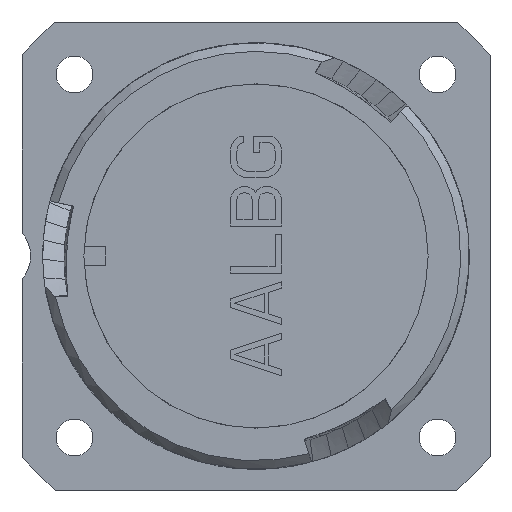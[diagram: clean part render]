
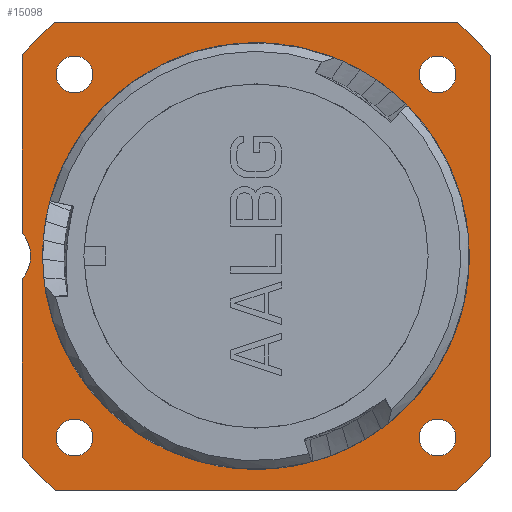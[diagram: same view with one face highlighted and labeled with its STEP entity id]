
A CAD part, left-side view. The second image highlights one B-rep face of the part: STEP entity #15098.
In plain terms, the highlighted planar face has unit normal (-1, 0, 0).
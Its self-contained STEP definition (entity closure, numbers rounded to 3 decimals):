
#620=CARTESIAN_POINT('',(19.,0.,0.));
#621=DIRECTION('',(1.,0.,0.));
#622=DIRECTION('',(0.,1.,0.));
#623=AXIS2_PLACEMENT_3D('',#620,#621,#622);
#1628=CARTESIAN_POINT('',(19.,0.,0.));
#1629=DIRECTION('',(-1.,0.,0.));
#1630=DIRECTION('',(0.,1.,0.));
#1631=AXIS2_PLACEMENT_3D('',#1628,#1629,#1630);
#2961=CARTESIAN_POINT('',(19.,22.915,0.));
#2962=DIRECTION('',(-1.,0.,0.));
#2963=DIRECTION('',(0.,-0.761,-0.649));
#2964=AXIS2_PLACEMENT_3D('',#2961,#2962,#2963);
#2966=DIRECTION('',(0.,0.,1.));
#2967=VECTOR('',#2966,15.499);
#2968=CARTESIAN_POINT('',(19.,20.495,2.063));
#2969=LINE('928',#2968,#2967);
#2970=CARTESIAN_POINT('',(19.,0.,0.));
#2971=DIRECTION('',(1.,0.,0.));
#2972=DIRECTION('',(0.,0.759,0.651));
#2973=AXIS2_PLACEMENT_3D('',#2970,#2971,#2972);
#2975=DIRECTION('',(0.,-1.,0.));
#2976=VECTOR('',#2975,35.124);
#2977=CARTESIAN_POINT('',(19.,17.562,20.495));
#2978=LINE('757',#2977,#2976);
#2979=CARTESIAN_POINT('',(19.,0.,0.));
#2980=DIRECTION('',(1.,0.,0.));
#2981=DIRECTION('',(0.,-0.651,0.759));
#2982=AXIS2_PLACEMENT_3D('',#2979,#2980,#2981);
#2984=DIRECTION('',(0.,0.,-1.));
#2985=VECTOR('',#2984,35.124);
#2986=CARTESIAN_POINT('',(19.,-20.495,17.562));
#2987=LINE('756',#2986,#2985);
#2988=CARTESIAN_POINT('',(19.,0.,0.));
#2989=DIRECTION('',(-1.,0.,0.));
#2990=DIRECTION('',(0.,-0.651,-0.759));
#2991=AXIS2_PLACEMENT_3D('',#2988,#2989,#2990);
#2993=DIRECTION('',(0.,1.,0.));
#2994=VECTOR('',#2993,35.124);
#2995=CARTESIAN_POINT('',(19.,-17.562,-20.495));
#2996=LINE('755',#2995,#2994);
#2997=CARTESIAN_POINT('',(19.,0.,0.));
#2998=DIRECTION('',(-1.,0.,0.));
#2999=DIRECTION('',(0.,0.759,-0.651));
#3000=AXIS2_PLACEMENT_3D('',#2997,#2998,#2999);
#3002=DIRECTION('',(0.,0.,1.));
#3003=VECTOR('',#3002,15.499);
#3004=CARTESIAN_POINT('',(19.,20.495,-17.562));
#3005=LINE('927',#3004,#3003);
#3006=CARTESIAN_POINT('',(19.,15.9,-15.9));
#3007=DIRECTION('',(1.,0.,0.));
#3008=DIRECTION('',(0.,0.,-1.));
#3009=AXIS2_PLACEMENT_3D('',#3006,#3007,#3008);
#3011=CARTESIAN_POINT('',(19.,15.9,-15.9));
#3012=DIRECTION('',(1.,0.,0.));
#3013=DIRECTION('',(0.,0.,1.));
#3014=AXIS2_PLACEMENT_3D('',#3011,#3012,#3013);
#3016=CARTESIAN_POINT('',(19.,15.9,15.9));
#3017=DIRECTION('',(1.,0.,0.));
#3018=DIRECTION('',(0.,0.,-1.));
#3019=AXIS2_PLACEMENT_3D('',#3016,#3017,#3018);
#3021=CARTESIAN_POINT('',(19.,15.9,15.9));
#3022=DIRECTION('',(1.,0.,0.));
#3023=DIRECTION('',(0.,0.,1.));
#3024=AXIS2_PLACEMENT_3D('',#3021,#3022,#3023);
#3026=CARTESIAN_POINT('',(19.,-15.9,15.9));
#3027=DIRECTION('',(1.,0.,0.));
#3028=DIRECTION('',(0.,0.,-1.));
#3029=AXIS2_PLACEMENT_3D('',#3026,#3027,#3028);
#3031=CARTESIAN_POINT('',(19.,-15.9,15.9));
#3032=DIRECTION('',(1.,0.,0.));
#3033=DIRECTION('',(0.,0.,1.));
#3034=AXIS2_PLACEMENT_3D('',#3031,#3032,#3033);
#3036=CARTESIAN_POINT('',(19.,-15.9,-15.9));
#3037=DIRECTION('',(1.,0.,0.));
#3038=DIRECTION('',(0.,0.,-1.));
#3039=AXIS2_PLACEMENT_3D('',#3036,#3037,#3038);
#3041=CARTESIAN_POINT('',(19.,-15.9,-15.9));
#3042=DIRECTION('',(1.,0.,0.));
#3043=DIRECTION('',(0.,0.,1.));
#3044=AXIS2_PLACEMENT_3D('',#3041,#3042,#3043);
#6049=CARTESIAN_POINT('',(19.,18.68,0.));
#6050=CARTESIAN_POINT('',(19.,-18.68,0.));
#6051=VERTEX_POINT('',#6049);
#6052=VERTEX_POINT('',#6050);
#6065=CARTESIAN_POINT('',(19.,-17.562,-20.495));
#6066=CARTESIAN_POINT('',(19.,17.562,-20.495));
#6067=VERTEX_POINT('',#6065);
#6068=VERTEX_POINT('',#6066);
#6069=CARTESIAN_POINT('',(19.,-20.495,17.562));
#6070=CARTESIAN_POINT('',(19.,-20.495,-17.562));
#6071=VERTEX_POINT('',#6069);
#6072=VERTEX_POINT('',#6070);
#6073=CARTESIAN_POINT('',(19.,17.562,20.495));
#6074=CARTESIAN_POINT('',(19.,-17.562,20.495));
#6075=VERTEX_POINT('',#6073);
#6076=VERTEX_POINT('',#6074);
#6200=CARTESIAN_POINT('',(19.,15.9,-17.515));
#6201=CARTESIAN_POINT('',(19.,15.9,-14.285));
#6202=VERTEX_POINT('',#6200);
#6203=VERTEX_POINT('',#6201);
#6204=CARTESIAN_POINT('',(19.,15.9,14.285));
#6205=CARTESIAN_POINT('',(19.,15.9,17.515));
#6206=VERTEX_POINT('',#6204);
#6207=VERTEX_POINT('',#6205);
#6208=CARTESIAN_POINT('',(19.,-15.9,14.285));
#6209=CARTESIAN_POINT('',(19.,-15.9,17.515));
#6210=VERTEX_POINT('',#6208);
#6211=VERTEX_POINT('',#6209);
#6212=CARTESIAN_POINT('',(19.,-15.9,-17.515));
#6213=CARTESIAN_POINT('',(19.,-15.9,-14.285));
#6214=VERTEX_POINT('',#6212);
#6215=VERTEX_POINT('',#6213);
#6216=CARTESIAN_POINT('',(19.,20.495,17.562));
#6218=VERTEX_POINT('',#6216);
#6220=CARTESIAN_POINT('',(19.,20.495,-17.562));
#6222=VERTEX_POINT('',#6220);
#6248=CARTESIAN_POINT('',(19.,20.495,-2.063));
#6249=CARTESIAN_POINT('',(19.,20.495,2.063));
#6250=VERTEX_POINT('',#6248);
#6251=VERTEX_POINT('',#6249);
#15043=CARTESIAN_POINT('',(19.,0.,0.));
#15044=DIRECTION('',(1.,0.,0.));
#15045=DIRECTION('',(0.,-1.,0.));
#15046=AXIS2_PLACEMENT_3D('',#15043,#15044,#15045);
#15047=PLANE('250',#15046);
#15049=ORIENTED_EDGE('922',*,*,#15048,.T.);
#15051=ORIENTED_EDGE('928',*,*,#15050,.T.);
#15053=ORIENTED_EDGE('904',*,*,#15052,.T.);
#15055=ORIENTED_EDGE('757',*,*,#15054,.T.);
#15057=ORIENTED_EDGE('905',*,*,#15056,.T.);
#15059=ORIENTED_EDGE('756',*,*,#15058,.T.);
#15061=ORIENTED_EDGE('909',*,*,#15060,.F.);
#15063=ORIENTED_EDGE('755',*,*,#15062,.T.);
#15065=ORIENTED_EDGE('908',*,*,#15064,.F.);
#15067=ORIENTED_EDGE('927',*,*,#15066,.T.);
#15068=EDGE_LOOP('250',(#15049,#15051,#15053,#15055,#15057,#15059,#15061,#15063,
#15065,#15067));
#15069=FACE_OUTER_BOUND('250',#15068,.F.);
#15070=ORIENTED_EDGE('751',*,*,#11079,.T.);
#15071=ORIENTED_EDGE('750',*,*,#8121,.F.);
#15072=EDGE_LOOP('250',(#15070,#15071));
#15073=FACE_BOUND('250',#15072,.F.);
#15075=ORIENTED_EDGE('878',*,*,#15074,.F.);
#15077=ORIENTED_EDGE('879',*,*,#15076,.F.);
#15078=EDGE_LOOP('250',(#15075,#15077));
#15079=FACE_BOUND('250',#15078,.F.);
#15081=ORIENTED_EDGE('880',*,*,#15080,.F.);
#15083=ORIENTED_EDGE('881',*,*,#15082,.F.);
#15084=EDGE_LOOP('250',(#15081,#15083));
#15085=FACE_BOUND('250',#15084,.F.);
#15087=ORIENTED_EDGE('882',*,*,#15086,.F.);
#15089=ORIENTED_EDGE('883',*,*,#15088,.F.);
#15090=EDGE_LOOP('250',(#15087,#15089));
#15091=FACE_BOUND('250',#15090,.F.);
#15093=ORIENTED_EDGE('884',*,*,#15092,.F.);
#15095=ORIENTED_EDGE('885',*,*,#15094,.F.);
#15096=EDGE_LOOP('250',(#15093,#15095));
#15097=FACE_BOUND('250',#15096,.F.);
#624=CIRCLE('750',#623,18.68);
#1632=CIRCLE('751',#1631,18.68);
#2965=CIRCLE('922',#2964,3.18);
#2974=CIRCLE('904',#2973,26.99);
#2983=CIRCLE('905',#2982,26.99);
#2992=CIRCLE('909',#2991,26.99);
#3001=CIRCLE('908',#3000,26.99);
#3010=CIRCLE('878',#3009,1.615);
#3015=CIRCLE('879',#3014,1.615);
#3020=CIRCLE('880',#3019,1.615);
#3025=CIRCLE('881',#3024,1.615);
#3030=CIRCLE('882',#3029,1.615);
#3035=CIRCLE('883',#3034,1.615);
#3040=CIRCLE('884',#3039,1.615);
#3045=CIRCLE('885',#3044,1.615);
#8121=EDGE_CURVE('750',#6051,#6052,#624,.T.);
#11079=EDGE_CURVE('751',#6051,#6052,#1632,.T.);
#15048=EDGE_CURVE('922',#6250,#6251,#2965,.T.);
#15050=EDGE_CURVE('928',#6251,#6218,#2969,.T.);
#15052=EDGE_CURVE('904',#6218,#6075,#2974,.T.);
#15054=EDGE_CURVE('757',#6075,#6076,#2978,.T.);
#15056=EDGE_CURVE('905',#6076,#6071,#2983,.T.);
#15058=EDGE_CURVE('756',#6071,#6072,#2987,.T.);
#15060=EDGE_CURVE('909',#6067,#6072,#2992,.T.);
#15062=EDGE_CURVE('755',#6067,#6068,#2996,.T.);
#15064=EDGE_CURVE('908',#6222,#6068,#3001,.T.);
#15066=EDGE_CURVE('927',#6222,#6250,#3005,.T.);
#15074=EDGE_CURVE('878',#6202,#6203,#3010,.T.);
#15076=EDGE_CURVE('879',#6203,#6202,#3015,.T.);
#15080=EDGE_CURVE('880',#6206,#6207,#3020,.T.);
#15082=EDGE_CURVE('881',#6207,#6206,#3025,.T.);
#15086=EDGE_CURVE('882',#6210,#6211,#3030,.T.);
#15088=EDGE_CURVE('883',#6211,#6210,#3035,.T.);
#15092=EDGE_CURVE('884',#6214,#6215,#3040,.T.);
#15094=EDGE_CURVE('885',#6215,#6214,#3045,.T.);
#15098=ADVANCED_FACE('250',(#15069,#15073,#15079,#15085,#15091,#15097),#15047,
.F.);
